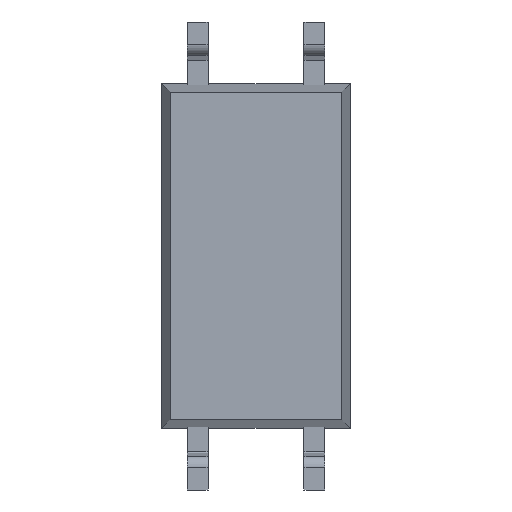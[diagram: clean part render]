
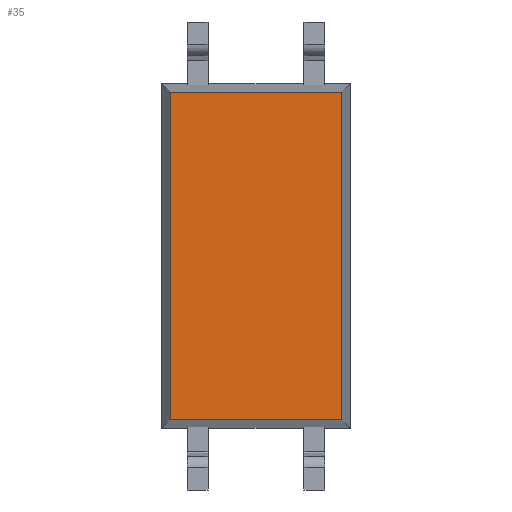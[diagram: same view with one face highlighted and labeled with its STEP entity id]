
A CAD part, front view. The second image highlights one B-rep face of the part: STEP entity #35.
In plain terms, the highlighted planar face has unit normal (0, -1, 0).
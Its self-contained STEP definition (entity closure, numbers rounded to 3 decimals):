
#21 = LINE ( 'NONE', #1672, #1720 ) ;
#35 = ADVANCED_FACE ( 'NONE', ( #1206 ), #1153, .F. ) ;
#104 = VERTEX_POINT ( 'NONE', #2351 ) ;
#121 = VERTEX_POINT ( 'NONE', #1327 ) ;
#168 = VECTOR ( 'NONE', #2079, 1000. ) ;
#206 = EDGE_LOOP ( 'NONE', ( #1429, #1708, #2539, #1824 ) ) ;
#236 = CARTESIAN_POINT ( 'NONE',  ( -1.874, -1., 0. ) ) ;
#347 = DIRECTION ( 'NONE',  ( -1., 0., 0. ) ) ;
#357 = VERTEX_POINT ( 'NONE', #1718 ) ;
#619 = VECTOR ( 'NONE', #823, 1000. ) ;
#721 = EDGE_CURVE ( 'NONE', #104, #357, #21, .T. ) ;
#823 = DIRECTION ( 'NONE',  ( 0., 0., 1. ) ) ;
#848 = CARTESIAN_POINT ( 'NONE',  ( 0., -1., 3.574 ) ) ;
#995 = EDGE_CURVE ( 'NONE', #1529, #104, #2307, .T. ) ;
#1095 = CARTESIAN_POINT ( 'NONE',  ( -1.874, -1., 3.574 ) ) ;
#1153 = PLANE ( 'NONE',  #1966 ) ;
#1170 = LINE ( 'NONE', #236, #619 ) ;
#1183 = DIRECTION ( 'NONE',  ( 0., 0., -1. ) ) ;
#1206 = FACE_OUTER_BOUND ( 'NONE', #206, .T. ) ;
#1293 = EDGE_CURVE ( 'NONE', #357, #121, #2561, .T. ) ;
#1327 = CARTESIAN_POINT ( 'NONE',  ( -1.874, -1., -3.574 ) ) ;
#1347 = EDGE_CURVE ( 'NONE', #121, #1529, #1170, .T. ) ;
#1429 = ORIENTED_EDGE ( 'NONE', *, *, #1347, .F. ) ;
#1529 = VERTEX_POINT ( 'NONE', #1095 ) ;
#1661 = VECTOR ( 'NONE', #347, 1000. ) ;
#1672 = CARTESIAN_POINT ( 'NONE',  ( 1.874, -1., 0. ) ) ;
#1675 = DIRECTION ( 'NONE',  ( 0., 0., -1. ) ) ;
#1708 = ORIENTED_EDGE ( 'NONE', *, *, #1293, .F. ) ;
#1718 = CARTESIAN_POINT ( 'NONE',  ( 1.874, -1., -3.574 ) ) ;
#1720 = VECTOR ( 'NONE', #1675, 1000. ) ;
#1824 = ORIENTED_EDGE ( 'NONE', *, *, #995, .F. ) ;
#1966 = AXIS2_PLACEMENT_3D ( 'NONE', #2358, #2563, #1183 ) ;
#2079 = DIRECTION ( 'NONE',  ( 1., 0., 0. ) ) ;
#2307 = LINE ( 'NONE', #848, #168 ) ;
#2351 = CARTESIAN_POINT ( 'NONE',  ( 1.874, -1., 3.574 ) ) ;
#2358 = CARTESIAN_POINT ( 'NONE',  ( 0., -1., 0. ) ) ;
#2539 = ORIENTED_EDGE ( 'NONE', *, *, #721, .F. ) ;
#2556 = CARTESIAN_POINT ( 'NONE',  ( 0., -1., -3.574 ) ) ;
#2561 = LINE ( 'NONE', #2556, #1661 ) ;
#2563 = DIRECTION ( 'NONE',  ( 0., 1., 0. ) ) ;
